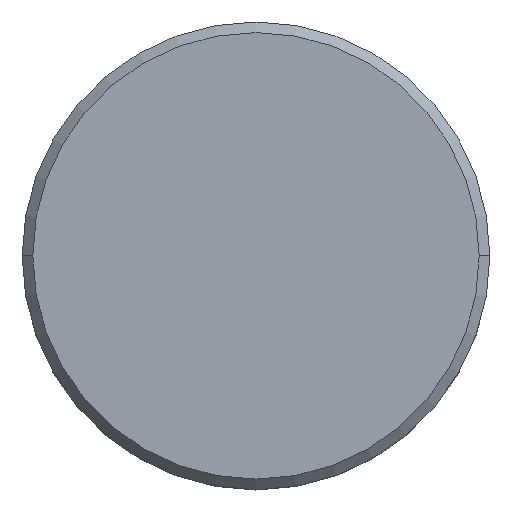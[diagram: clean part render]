
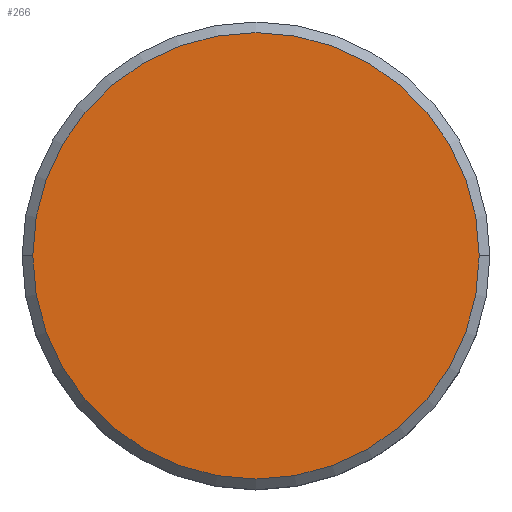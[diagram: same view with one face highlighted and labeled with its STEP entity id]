
A CAD part, top view. The second image highlights one B-rep face of the part: STEP entity #266.
In plain terms, the highlighted planar face has unit normal (0, 0, 1).
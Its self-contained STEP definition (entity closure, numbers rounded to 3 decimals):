
#48 = FACE_OUTER_BOUND ( 'NONE', #440, .T. ) ;
#56 = DIRECTION ( 'NONE',  ( 1., 0., 0. ) ) ;
#70 = CIRCLE ( 'NONE', #286, 10.5 ) ;
#76 = AXIS2_PLACEMENT_3D ( 'NONE', #390, #191, #93 ) ;
#93 = DIRECTION ( 'NONE',  ( 1., 0., 0. ) ) ;
#137 = CARTESIAN_POINT ( 'NONE',  ( -10.5, 0., 0. ) ) ;
#147 = CIRCLE ( 'NONE', #76, 10.5 ) ;
#191 = DIRECTION ( 'NONE',  ( 0., 0., 1. ) ) ;
#201 = CARTESIAN_POINT ( 'NONE',  ( 10.5, 0., 0. ) ) ;
#203 = CARTESIAN_POINT ( 'NONE',  ( 0., 0., 0. ) ) ;
#218 = DIRECTION ( 'NONE',  ( 0., 0., 1. ) ) ;
#225 = EDGE_CURVE ( 'NONE', #303, #420, #147, .T. ) ;
#238 = DIRECTION ( 'NONE',  ( 0., 0., 1. ) ) ;
#241 = PLANE ( 'NONE',  #421 ) ;
#266 = ADVANCED_FACE ( 'NONE', ( #48 ), #241, .T. ) ;
#272 = ORIENTED_EDGE ( 'NONE', *, *, #424, .T. ) ;
#286 = AXIS2_PLACEMENT_3D ( 'NONE', #318, #218, #457 ) ;
#303 = VERTEX_POINT ( 'NONE', #201 ) ;
#312 = ORIENTED_EDGE ( 'NONE', *, *, #225, .T. ) ;
#318 = CARTESIAN_POINT ( 'NONE',  ( 0., 0., 0. ) ) ;
#390 = CARTESIAN_POINT ( 'NONE',  ( 0., 0., 0. ) ) ;
#420 = VERTEX_POINT ( 'NONE', #137 ) ;
#421 = AXIS2_PLACEMENT_3D ( 'NONE', #203, #238, #56 ) ;
#424 = EDGE_CURVE ( 'NONE', #420, #303, #70, .T. ) ;
#440 = EDGE_LOOP ( 'NONE', ( #272, #312 ) ) ;
#457 = DIRECTION ( 'NONE',  ( 1., 0., 0. ) ) ;
